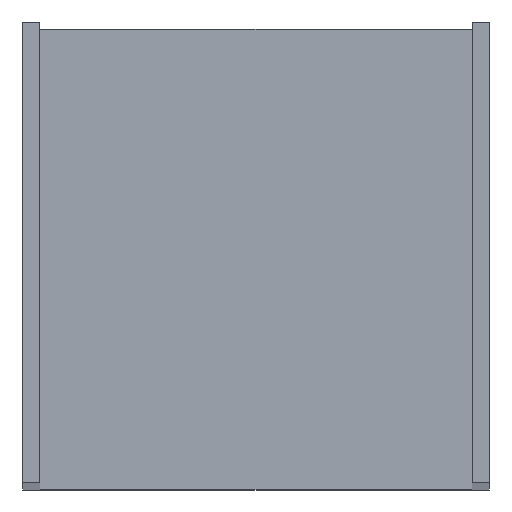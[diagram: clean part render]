
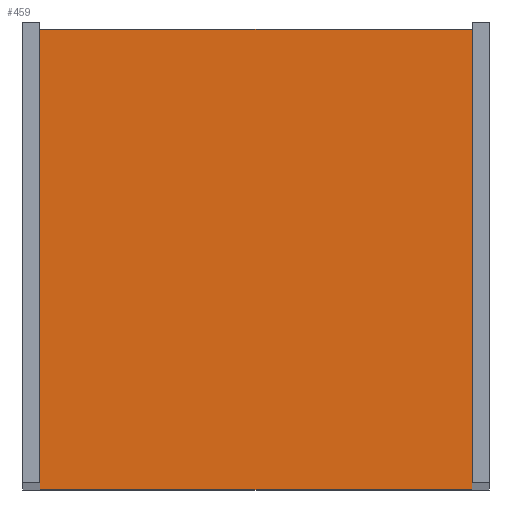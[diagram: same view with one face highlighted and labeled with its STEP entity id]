
A CAD part, top view. The second image highlights one B-rep face of the part: STEP entity #459.
In plain terms, the highlighted planar face has unit normal (0, 0, 1).
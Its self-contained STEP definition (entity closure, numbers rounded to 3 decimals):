
#41=PLANE('',#519);
#63=FACE_OUTER_BOUND('',#91,.T.);
#91=EDGE_LOOP('',(#375,#376,#377,#378));
#135=LINE('',#744,#171);
#136=LINE('',#747,#172);
#137=LINE('',#749,#173);
#138=LINE('',#750,#174);
#171=VECTOR('',#623,10.);
#172=VECTOR('',#626,10.);
#173=VECTOR('',#627,10.);
#174=VECTOR('',#628,10.);
#241=VERTEX_POINT('',#740);
#242=VERTEX_POINT('',#742);
#243=VERTEX_POINT('',#746);
#244=VERTEX_POINT('',#748);
#295=EDGE_CURVE('',#241,#242,#135,.T.);
#296=EDGE_CURVE('',#243,#241,#136,.T.);
#297=EDGE_CURVE('',#244,#242,#137,.T.);
#298=EDGE_CURVE('',#243,#244,#138,.T.);
#375=ORIENTED_EDGE('',*,*,#296,.T.);
#376=ORIENTED_EDGE('',*,*,#295,.T.);
#377=ORIENTED_EDGE('',*,*,#297,.F.);
#378=ORIENTED_EDGE('',*,*,#298,.F.);
#459=ADVANCED_FACE('',(#63),#41,.T.);
#519=AXIS2_PLACEMENT_3D('',#745,#624,#625);
#623=DIRECTION('',(0.,1.,0.));
#624=DIRECTION('center_axis',(0.,0.,1.));
#625=DIRECTION('ref_axis',(1.,0.,0.));
#626=DIRECTION('',(1.,0.,0.));
#627=DIRECTION('',(1.,0.,0.));
#628=DIRECTION('',(0.,1.,0.));
#740=CARTESIAN_POINT('',(75.,0.,-465.42));
#742=CARTESIAN_POINT('',(75.,80.,-465.42));
#744=CARTESIAN_POINT('',(75.,0.,-465.42));
#745=CARTESIAN_POINT('Origin',(0.,0.,-465.42));
#746=CARTESIAN_POINT('',(0.,0.,-465.42));
#747=CARTESIAN_POINT('',(0.,0.,-465.42));
#748=CARTESIAN_POINT('',(0.,80.,-465.42));
#749=CARTESIAN_POINT('',(0.,80.,-465.42));
#750=CARTESIAN_POINT('',(0.,0.,-465.42));
